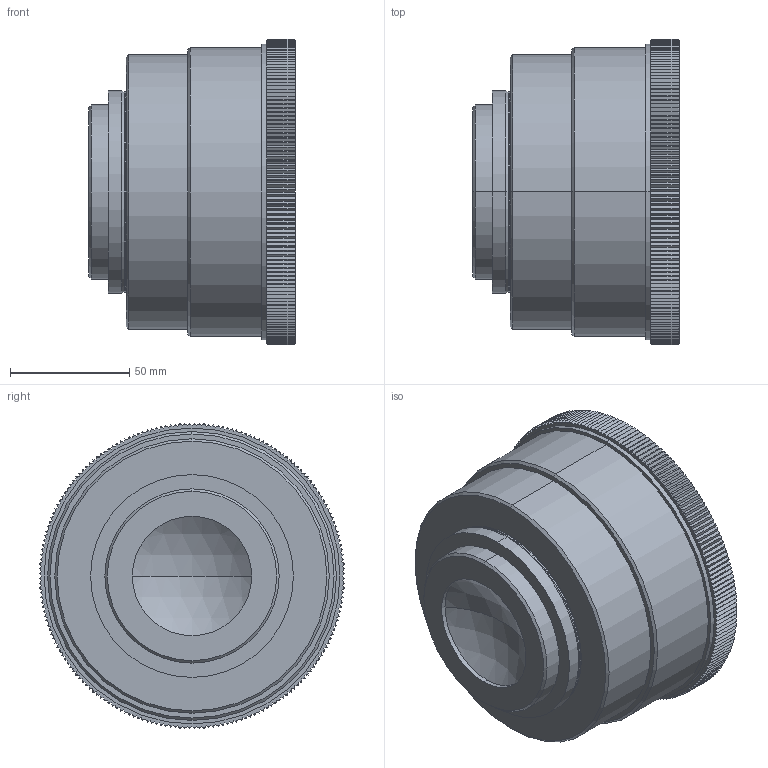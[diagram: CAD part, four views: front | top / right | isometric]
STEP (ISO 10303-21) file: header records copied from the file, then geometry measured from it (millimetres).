
FILE_DESCRIPTION (( 'STEP AP203' ), '1' );
FILE_NAME ('S4LFT5100_121_03.STEP', '2019-07-02T07:26:32', ( '' ), ( '' ), 'SwSTEP 2.0', 'SolidWorks 2017', '' );
FILE_SCHEMA (( 'CONFIG_CONTROL_DESIGN' ));
Length unit declared in the file: millimetre
Products named in the file (1): S4LFT5100_121_03
Bounding box: 86.52 x 127.98 x 127.98 mm (x, y, z)
Volume: 839814.4 mm3; surface area: 58758.5 mm2
Topology: 1 solids, 1 shells, 1038 faces, 3074 edges, 2045 vertices
Faces by surface type: cone 408, plane 408, cylinder 216, torus 4, sphere 2
Entity records: 35661 total; most frequent: CARTESIAN_POINT 8558, ORIENTED_EDGE 6148, DIRECTION 5202, EDGE_CURVE 3074, VERTEX_POINT 2045, AXIS2_PLACEMENT_3D 1889, VECTOR 1424, LINE 1424
